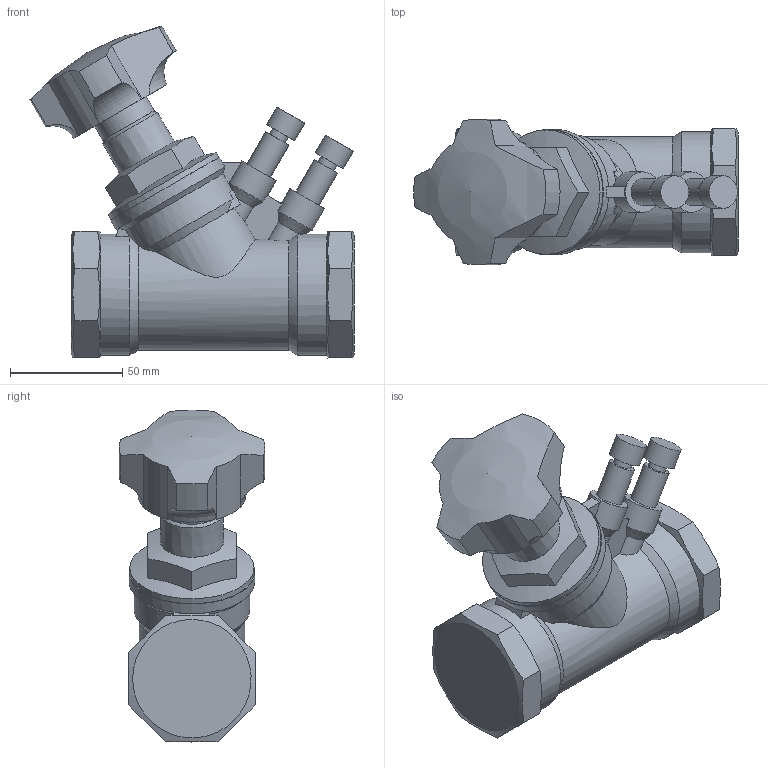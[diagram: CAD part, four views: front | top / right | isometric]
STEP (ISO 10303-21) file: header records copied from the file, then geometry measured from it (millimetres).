
FILE_DESCRIPTION(/* description */ ('Unknown'),/* implementation_level */ '2;1');
FILE_NAME(/* name */ 'DN40',/* time_stamp */ '2017-08-24T14:42:04+02:00',/* author */ ('Unknown'),/* organization */ ('Unknown'),/* preprocessor_version */ 'ST-DEVELOPER v16.7',/* originating_system */ 'DEX',/* authorisation */ $);
FILE_SCHEMA (('AUTOMOTIVE_DESIGN {1 0 10303 214 3 1 1}'));
Length unit declared in the file: millimetre
Products named in the file (1): DN40
Bounding box: 144.53 x 64.91 x 147.91 mm (x, y, z)
Volume: 452299.3 mm3; surface area: 49550.9 mm2
Topology: 1 solids, 1 shells, 110 faces, 293 edges, 192 vertices
Faces by surface type: plane 55, cylinder 29, cone 21, torus 4, sphere 1
Full cylindrical faces by diameter (mm): 8.2 x2, 11.935 x2, 14.5 x2, 18 x2, 26.5 x1, 54 x2, 56 x1
Entity records: 6653 total; most frequent: CARTESIAN_POINT 4180, ORIENTED_EDGE 508, DIRECTION 472, EDGE_CURVE 254, AXIS2_PLACEMENT_3D 200, VERTEX_POINT 177, EDGE_LOOP 141, FACE_BOUND 141
